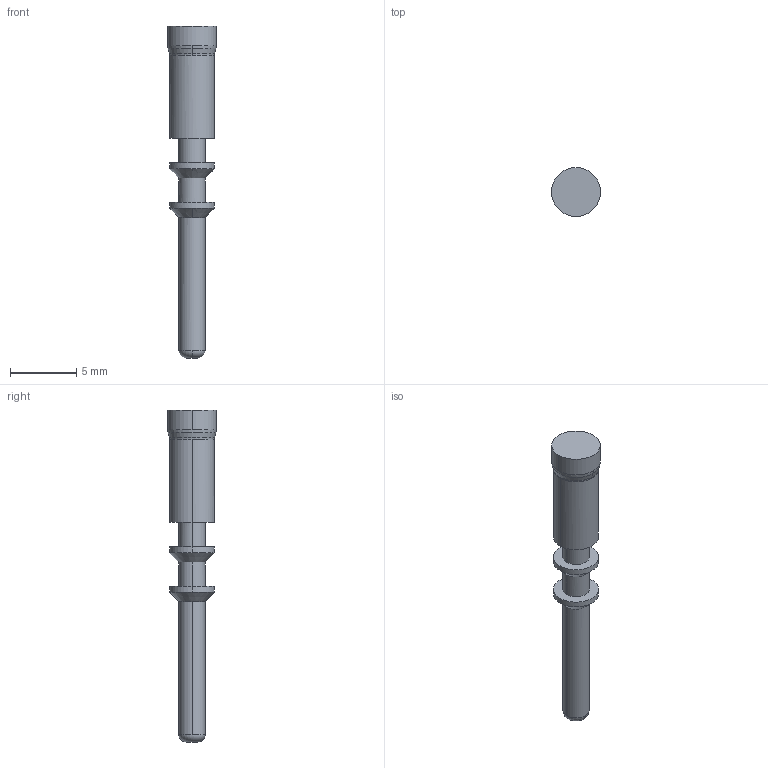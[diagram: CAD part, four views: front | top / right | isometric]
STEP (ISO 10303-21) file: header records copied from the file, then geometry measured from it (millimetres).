
FILE_DESCRIPTION(('CATIA V5 STEP Exchange','CAx-IF Rec.Pracs.--- Model Styling and Organization---1.4--- 2014-01-23'),'2;1');
FILE_NAME ('008245-1_1', '2019-11-20T14:26:45+00:00', ('none'), ('Weidmueller'), 'CATIA Version 5-6 Release 2016 SP3 HF44', 'CATIA V5 STEP AP214', 'none');
FILE_SCHEMA(('AUTOMOTIVE_DESIGN { 1 0 10303 214 1 1 1 1 }'));
Length unit declared in the file: millimetre
Products named in the file (1): 1170410000
Bounding box: 3.7 x 3.7 x 25.12 mm (x, y, z)
Volume: 140.8 mm3; surface area: 238.7 mm2
Topology: 1 solids, 1 shells, 31 faces, 74 edges, 48 vertices
Faces by surface type: cylinder 14, torus 6, cone 6, plane 5
Entity records: 980 total; most frequent: CARTESIAN_POINT 255, ORIENTED_EDGE 148, DIRECTION 127, AXIS2_PLACEMENT_3D 77, EDGE_CURVE 74, VERTEX_POINT 48, CIRCLE 45, EDGE_LOOP 34
